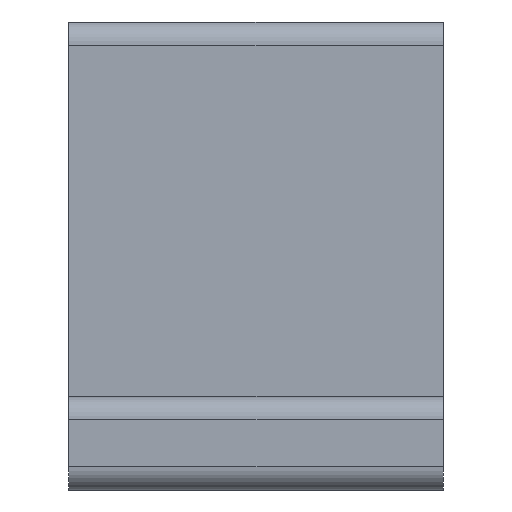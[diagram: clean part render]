
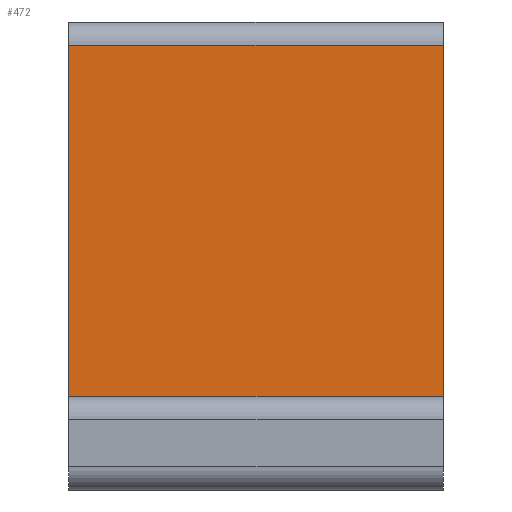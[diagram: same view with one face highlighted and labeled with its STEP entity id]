
A CAD part, left-side view. The second image highlights one B-rep face of the part: STEP entity #472.
In plain terms, the highlighted planar face has unit normal (-1, 0, 0).
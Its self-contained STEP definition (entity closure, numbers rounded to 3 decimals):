
#111 = EDGE_LOOP ( 'NONE', ( #2147, #1183, #188, #1740 ) ) ;
#150 = VERTEX_POINT ( 'NONE', #263 ) ;
#188 = ORIENTED_EDGE ( 'NONE', *, *, #412, .T. ) ;
#263 = CARTESIAN_POINT ( 'NONE',  ( 4., 4., 9.5 ) ) ;
#308 = CARTESIAN_POINT ( 'NONE',  ( 4., 12., 9.5 ) ) ;
#394 = VERTEX_POINT ( 'NONE', #1932 ) ;
#402 = VECTOR ( 'NONE', #1256, 1000. ) ;
#412 = EDGE_CURVE ( 'NONE', #1004, #1402, #2210, .T. ) ;
#472 = ADVANCED_FACE ( 'NONE', ( #667 ), #1951, .F. ) ;
#536 = CARTESIAN_POINT ( 'NONE',  ( 4., 12., 9.5 ) ) ;
#543 = LINE ( 'NONE', #1593, #1443 ) ;
#667 = FACE_OUTER_BOUND ( 'NONE', #111, .T. ) ;
#739 = CARTESIAN_POINT ( 'NONE',  ( 4., 12., 2. ) ) ;
#911 = VECTOR ( 'NONE', #1777, 1000. ) ;
#927 = LINE ( 'NONE', #1280, #2192 ) ;
#947 = AXIS2_PLACEMENT_3D ( 'NONE', #2120, #2287, #1274 ) ;
#1004 = VERTEX_POINT ( 'NONE', #308 ) ;
#1118 = EDGE_CURVE ( 'NONE', #1402, #394, #543, .T. ) ;
#1156 = EDGE_CURVE ( 'NONE', #150, #1004, #1392, .T. ) ;
#1183 = ORIENTED_EDGE ( 'NONE', *, *, #1156, .T. ) ;
#1256 = DIRECTION ( 'NONE',  ( 0., 0., -1. ) ) ;
#1274 = DIRECTION ( 'NONE',  ( 0., 0., -1. ) ) ;
#1280 = CARTESIAN_POINT ( 'NONE',  ( 4., 4., 10. ) ) ;
#1392 = LINE ( 'NONE', #536, #911 ) ;
#1402 = VERTEX_POINT ( 'NONE', #739 ) ;
#1443 = VECTOR ( 'NONE', #1763, 1000. ) ;
#1450 = DIRECTION ( 'NONE',  ( 0., 0., -1. ) ) ;
#1593 = CARTESIAN_POINT ( 'NONE',  ( 4., 12., 2. ) ) ;
#1740 = ORIENTED_EDGE ( 'NONE', *, *, #1118, .T. ) ;
#1763 = DIRECTION ( 'NONE',  ( 0., -1., 0. ) ) ;
#1777 = DIRECTION ( 'NONE',  ( 0., 1., 0. ) ) ;
#1932 = CARTESIAN_POINT ( 'NONE',  ( 4., 4., 2. ) ) ;
#1951 = PLANE ( 'NONE',  #947 ) ;
#2085 = EDGE_CURVE ( 'NONE', #150, #394, #927, .T. ) ;
#2120 = CARTESIAN_POINT ( 'NONE',  ( 4., 12., 10. ) ) ;
#2147 = ORIENTED_EDGE ( 'NONE', *, *, #2085, .F. ) ;
#2192 = VECTOR ( 'NONE', #1450, 1000. ) ;
#2210 = LINE ( 'NONE', #2263, #402 ) ;
#2263 = CARTESIAN_POINT ( 'NONE',  ( 4., 12., 10. ) ) ;
#2287 = DIRECTION ( 'NONE',  ( 1., 0., 0. ) ) ;
